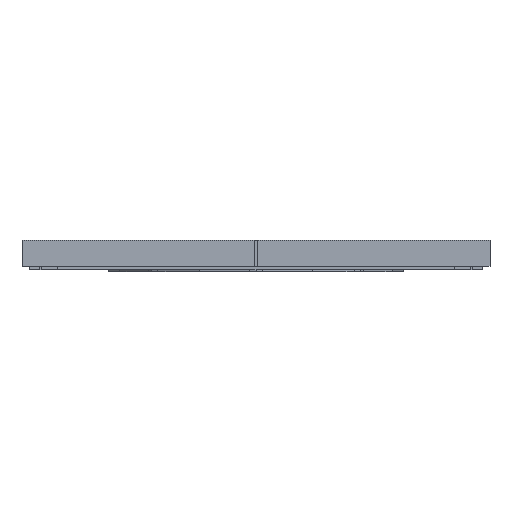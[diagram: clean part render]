
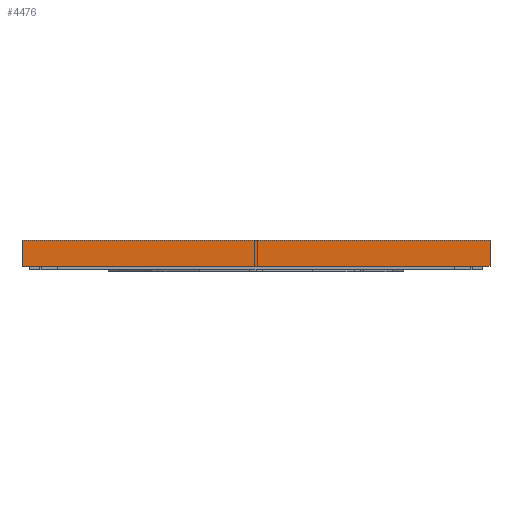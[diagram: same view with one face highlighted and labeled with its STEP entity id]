
A CAD part, front view. The second image highlights one B-rep face of the part: STEP entity #4476.
In plain terms, the highlighted planar face has unit normal (0, -1, 0).
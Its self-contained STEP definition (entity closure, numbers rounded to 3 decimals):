
#4273=CARTESIAN_POINT('Vertex',(-49000.,-47500.,-11370.)) ;
#4276=CARTESIAN_POINT('Line Origine',(-49000.,-47500.,-8645.)) ;
#4280=CARTESIAN_POINT('Vertex',(-49000.,-47500.,-5920.)) ;
#4353=CARTESIAN_POINT('Line Origine',(0.,-47500.,-5920.)) ;
#4357=CARTESIAN_POINT('Vertex',(49000.,-47500.,-5920.)) ;
#4453=CARTESIAN_POINT('Axis2P3D Location',(49000.,-47500.,-11370.)) ;
#4458=CARTESIAN_POINT('Line Origine',(0.,-47500.,-11370.)) ;
#4462=CARTESIAN_POINT('Vertex',(49000.,-47500.,-11370.)) ;
#4465=CARTESIAN_POINT('Line Origine',(49000.,-47500.,-8645.)) ;
#4278=VECTOR('Line Direction',#4277,1.) ;
#4355=VECTOR('Line Direction',#4354,1.) ;
#4460=VECTOR('Line Direction',#4459,1.) ;
#4467=VECTOR('Line Direction',#4466,1.) ;
#4277=DIRECTION('Vector Direction',(0.,0.,1.)) ;
#4354=DIRECTION('Vector Direction',(-1.,0.,0.)) ;
#4454=DIRECTION('Axis2P3D Direction',(0.,1.,-0.)) ;
#4455=DIRECTION('Axis2P3D XDirection',(-1.,0.,0.)) ;
#4459=DIRECTION('Vector Direction',(-1.,0.,0.)) ;
#4466=DIRECTION('Vector Direction',(0.,0.,1.)) ;
#4456=AXIS2_PLACEMENT_3D('Plane Axis2P3D',#4453,#4454,#4455) ;
#4279=LINE('Line',#4276,#4278) ;
#4356=LINE('Line',#4353,#4355) ;
#4461=LINE('Line',#4458,#4460) ;
#4468=LINE('Line',#4465,#4467) ;
#4457=PLANE('',#4456) ;
#4282=EDGE_CURVE('',#4274,#4281,#4279,.T.) ;
#4359=EDGE_CURVE('',#4358,#4281,#4356,.T.) ;
#4464=EDGE_CURVE('',#4463,#4274,#4461,.T.) ;
#4469=EDGE_CURVE('',#4463,#4358,#4468,.T.) ;
#4470=EDGE_LOOP('',(#4471,#4472,#4473,#4474)) ;
#4471=ORIENTED_EDGE('',*,*,#4464,.F.) ;
#4472=ORIENTED_EDGE('',*,*,#4469,.T.) ;
#4473=ORIENTED_EDGE('',*,*,#4359,.T.) ;
#4474=ORIENTED_EDGE('',*,*,#4282,.F.) ;
#4274=VERTEX_POINT('',#4273) ;
#4281=VERTEX_POINT('',#4280) ;
#4358=VERTEX_POINT('',#4357) ;
#4463=VERTEX_POINT('',#4462) ;
#4476=ADVANCED_FACE('PartBody',(#4475),#4457,.F.) ;
#4475=FACE_OUTER_BOUND('',#4470,.T.) ;
